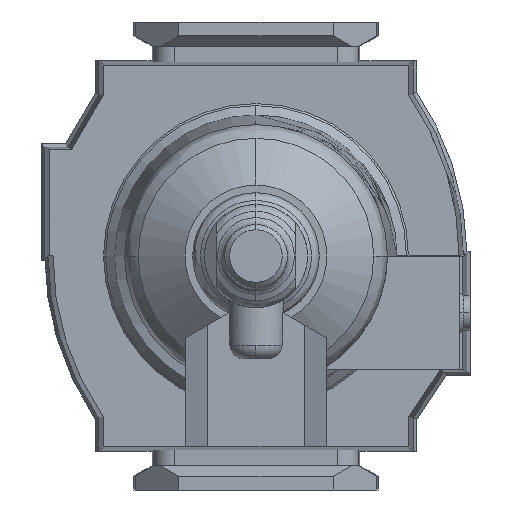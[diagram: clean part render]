
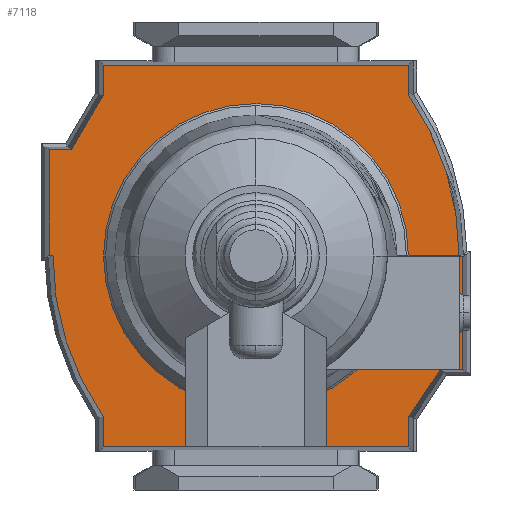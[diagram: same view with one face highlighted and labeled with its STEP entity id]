
A CAD part, front view. The second image highlights one B-rep face of the part: STEP entity #7118.
In plain terms, the highlighted planar face has unit normal (0, -1, 0).
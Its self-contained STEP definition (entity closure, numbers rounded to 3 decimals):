
#24 = ORIENTED_EDGE ( 'NONE', *, *, #7440, .F. ) ;
#245 = DIRECTION ( 'NONE',  ( 1., 0., 0. ) ) ;
#272 = CARTESIAN_POINT ( 'NONE',  ( 16.5, -38.5, 26.8 ) ) ;
#464 = LINE ( 'NONE', #6946, #11734 ) ;
#493 = EDGE_CURVE ( 'NONE', #4250, #5642, #9766, .T. ) ;
#607 = CARTESIAN_POINT ( 'NONE',  ( 16.5, -38.5, 26.8 ) ) ;
#617 = EDGE_CURVE ( 'NONE', #7693, #3688, #2245, .T. ) ;
#639 = CARTESIAN_POINT ( 'NONE',  ( 0., -38.5, -11.6 ) ) ;
#770 = AXIS2_PLACEMENT_3D ( 'NONE', #639, #7053, #6904 ) ;
#776 = CARTESIAN_POINT ( 'NONE',  ( 23.383, -38.5, -22.2 ) ) ;
#789 = CIRCLE ( 'NONE', #13561, 41.1 ) ;
#839 = LINE ( 'NONE', #11286, #10302 ) ;
#1552 = DIRECTION ( 'NONE',  ( 0., 0., 1. ) ) ;
#1564 = DIRECTION ( 'NONE',  ( -0.863, 0., 0.506 ) ) ;
#1685 = LINE ( 'NONE', #5895, #9376 ) ;
#1783 = DIRECTION ( 'NONE',  ( 0., 0., 1. ) ) ;
#1787 = DIRECTION ( 'NONE',  ( 0., 0., -1. ) ) ;
#1868 = CARTESIAN_POINT ( 'NONE',  ( -27.75, -38.5, -22.2 ) ) ;
#1937 = EDGE_CURVE ( 'NONE', #8617, #10811, #2117, .T. ) ;
#2092 = VECTOR ( 'NONE', #3106, 1000. ) ;
#2117 = LINE ( 'NONE', #8447, #12266 ) ;
#2245 = LINE ( 'NONE', #6263, #5463 ) ;
#2352 = CARTESIAN_POINT ( 'NONE',  ( 0., -38.5, -11.6 ) ) ;
#2586 = ORIENTED_EDGE ( 'NONE', *, *, #5907, .F. ) ;
#2771 = CARTESIAN_POINT ( 'NONE',  ( 23.362, -38.5, 22.2 ) ) ;
#2918 = DIRECTION ( 'NONE',  ( 0.831, 0., -0.557 ) ) ;
#3083 = VERTEX_POINT ( 'NONE', #3519 ) ;
#3106 = DIRECTION ( 'NONE',  ( -1., 0., 0. ) ) ;
#3223 = CARTESIAN_POINT ( 'NONE',  ( 16.5, -38.5, 30.005 ) ) ;
#3227 = DIRECTION ( 'NONE',  ( -1., 0., 0. ) ) ;
#3288 = CARTESIAN_POINT ( 'NONE',  ( -27.75, -38.5, -22.2 ) ) ;
#3307 = ORIENTED_EDGE ( 'NONE', *, *, #6128, .F. ) ;
#3519 = CARTESIAN_POINT ( 'NONE',  ( -0.1, -38.5, -30. ) ) ;
#3622 = DIRECTION ( 'NONE',  ( 0., -1., 0. ) ) ;
#3623 = ORIENTED_EDGE ( 'NONE', *, *, #7520, .F. ) ;
#3674 = CARTESIAN_POINT ( 'NONE',  ( -15.5, -38.5, -30. ) ) ;
#3688 = VERTEX_POINT ( 'NONE', #3223 ) ;
#4002 = LINE ( 'NONE', #7634, #8840 ) ;
#4131 = EDGE_CURVE ( 'NONE', #8358, #9115, #10198, .T. ) ;
#4192 = VERTEX_POINT ( 'NONE', #9033 ) ;
#4250 = VERTEX_POINT ( 'NONE', #4361 ) ;
#4361 = CARTESIAN_POINT ( 'NONE',  ( -23.381, -38.5, 22.202 ) ) ;
#4455 = CARTESIAN_POINT ( 'NONE',  ( -28.86, -38.5, 31.2 ) ) ;
#4771 = DIRECTION ( 'NONE',  ( 0., 0., -1. ) ) ;
#4870 = LINE ( 'NONE', #9031, #7703 ) ;
#4980 = EDGE_CURVE ( 'NONE', #8962, #11722, #10246, .T. ) ;
#5151 = ORIENTED_EDGE ( 'NONE', *, *, #10438, .F. ) ;
#5182 = CIRCLE ( 'NONE', #770, 41.1 ) ;
#5434 = PLANE ( 'NONE',  #12234 ) ;
#5463 = VECTOR ( 'NONE', #245, 1000. ) ;
#5508 = EDGE_CURVE ( 'NONE', #6010, #8617, #464, .T. ) ;
#5642 = VERTEX_POINT ( 'NONE', #9032 ) ;
#5676 = VECTOR ( 'NONE', #5694, 1000. ) ;
#5694 = DIRECTION ( 'NONE',  ( -1., 0., 0. ) ) ;
#5707 = ORIENTED_EDGE ( 'NONE', *, *, #4980, .F. ) ;
#5817 = EDGE_CURVE ( 'NONE', #5642, #4192, #5182, .T. ) ;
#5895 = CARTESIAN_POINT ( 'NONE',  ( -15.502, -38.5, -26.799 ) ) ;
#5907 = EDGE_CURVE ( 'NONE', #11707, #8962, #7318, .T. ) ;
#6010 = VERTEX_POINT ( 'NONE', #8464 ) ;
#6107 = DIRECTION ( 'NONE',  ( 1., 0., 0. ) ) ;
#6128 = EDGE_CURVE ( 'NONE', #10811, #7079, #789, .T. ) ;
#6130 = CARTESIAN_POINT ( 'NONE',  ( 0., -38.5, 11.6 ) ) ;
#6228 = CARTESIAN_POINT ( 'NONE',  ( 0.1, -38.5, 30. ) ) ;
#6263 = CARTESIAN_POINT ( 'NONE',  ( 16.5, -38.5, 30.005 ) ) ;
#6297 = VECTOR ( 'NONE', #1564, 1000. ) ;
#6394 = FACE_OUTER_BOUND ( 'NONE', #10897, .T. ) ;
#6414 = EDGE_CURVE ( 'NONE', #12876, #11707, #8298, .T. ) ;
#6557 = CARTESIAN_POINT ( 'NONE',  ( 0.1, -38.5, 30. ) ) ;
#6904 = DIRECTION ( 'NONE',  ( 0., 0., 1. ) ) ;
#6946 = CARTESIAN_POINT ( 'NONE',  ( 27.75, -38.5, -22.2 ) ) ;
#7053 = DIRECTION ( 'NONE',  ( 0., 1., 0. ) ) ;
#7079 = VERTEX_POINT ( 'NONE', #9534 ) ;
#7118 = ADVANCED_FACE ( 'NONE', ( #6394 ), #5434, .T. ) ;
#7318 = LINE ( 'NONE', #1868, #2092 ) ;
#7440 = EDGE_CURVE ( 'NONE', #3083, #12335, #13132, .T. ) ;
#7520 = EDGE_CURVE ( 'NONE', #12335, #12876, #1685, .T. ) ;
#7550 = ORIENTED_EDGE ( 'NONE', *, *, #1937, .F. ) ;
#7634 = CARTESIAN_POINT ( 'NONE',  ( 27.75, -38.5, 22.2 ) ) ;
#7693 = VERTEX_POINT ( 'NONE', #6557 ) ;
#7703 = VECTOR ( 'NONE', #6107, 1000. ) ;
#7751 = VECTOR ( 'NONE', #11363, 1000. ) ;
#7823 = ORIENTED_EDGE ( 'NONE', *, *, #5508, .F. ) ;
#7876 = CARTESIAN_POINT ( 'NONE',  ( 23.362, -38.5, 22.2 ) ) ;
#8126 = CARTESIAN_POINT ( 'NONE',  ( -15.5, -38.5, -30. ) ) ;
#8165 = DIRECTION ( 'NONE',  ( 0., 1., 0. ) ) ;
#8298 = LINE ( 'NONE', #12002, #6297 ) ;
#8358 = VERTEX_POINT ( 'NONE', #272 ) ;
#8447 = CARTESIAN_POINT ( 'NONE',  ( 23.383, -38.5, -22.2 ) ) ;
#8464 = CARTESIAN_POINT ( 'NONE',  ( 27.75, -38.5, 22.2 ) ) ;
#8482 = ORIENTED_EDGE ( 'NONE', *, *, #6414, .F. ) ;
#8498 = ORIENTED_EDGE ( 'NONE', *, *, #617, .F. ) ;
#8617 = VERTEX_POINT ( 'NONE', #9547 ) ;
#8830 = CARTESIAN_POINT ( 'NONE',  ( -27.75, -38.5, 22.2 ) ) ;
#8840 = VECTOR ( 'NONE', #10501, 1000. ) ;
#8962 = VERTEX_POINT ( 'NONE', #3288 ) ;
#9031 = CARTESIAN_POINT ( 'NONE',  ( -23.381, -38.5, 22.202 ) ) ;
#9032 = CARTESIAN_POINT ( 'NONE',  ( 0., -38.5, 29.5 ) ) ;
#9033 = CARTESIAN_POINT ( 'NONE',  ( 0.1, -38.5, 29.5 ) ) ;
#9115 = VERTEX_POINT ( 'NONE', #7876 ) ;
#9376 = VECTOR ( 'NONE', #12279, 1000. ) ;
#9534 = CARTESIAN_POINT ( 'NONE',  ( -0.1, -38.5, -29.5 ) ) ;
#9547 = CARTESIAN_POINT ( 'NONE',  ( 27.75, -38.5, -22.2 ) ) ;
#9737 = DIRECTION ( 'NONE',  ( 0., 0., -1. ) ) ;
#9759 = EDGE_CURVE ( 'NONE', #7079, #3083, #839, .T. ) ;
#9766 = CIRCLE ( 'NONE', #11533, 41.1 ) ;
#9942 = ORIENTED_EDGE ( 'NONE', *, *, #493, .F. ) ;
#9957 = LINE ( 'NONE', #607, #10941 ) ;
#10119 = VECTOR ( 'NONE', #12549, 1000. ) ;
#10198 = LINE ( 'NONE', #2771, #10555 ) ;
#10246 = LINE ( 'NONE', #13403, #7751 ) ;
#10302 = VECTOR ( 'NONE', #4771, 1000. ) ;
#10438 = EDGE_CURVE ( 'NONE', #11722, #4250, #4870, .T. ) ;
#10501 = DIRECTION ( 'NONE',  ( 1., 0., 0. ) ) ;
#10555 = VECTOR ( 'NONE', #2918, 1000. ) ;
#10739 = ORIENTED_EDGE ( 'NONE', *, *, #9759, .F. ) ;
#10811 = VERTEX_POINT ( 'NONE', #776 ) ;
#10860 = EDGE_CURVE ( 'NONE', #4192, #7693, #11428, .T. ) ;
#10897 = EDGE_LOOP ( 'NONE', ( #2586, #8482, #3623, #24, #10739, #3307, #7550, #7823, #13252, #11314, #12923, #8498, #12138, #12091, #9942, #5151, #5707 ) ) ;
#10941 = VECTOR ( 'NONE', #11061, 1000. ) ;
#10963 = DIRECTION ( 'NONE',  ( 0., 1., 0. ) ) ;
#10989 = CARTESIAN_POINT ( 'NONE',  ( -23.35, -38.5, -22.2 ) ) ;
#11061 = DIRECTION ( 'NONE',  ( 0., 0., -1. ) ) ;
#11286 = CARTESIAN_POINT ( 'NONE',  ( -0.1, -38.5, -30. ) ) ;
#11314 = ORIENTED_EDGE ( 'NONE', *, *, #4131, .F. ) ;
#11363 = DIRECTION ( 'NONE',  ( 0., 0., 1. ) ) ;
#11428 = LINE ( 'NONE', #6228, #10119 ) ;
#11499 = EDGE_CURVE ( 'NONE', #9115, #6010, #4002, .T. ) ;
#11533 = AXIS2_PLACEMENT_3D ( 'NONE', #2352, #10963, #1552 ) ;
#11707 = VERTEX_POINT ( 'NONE', #10989 ) ;
#11722 = VERTEX_POINT ( 'NONE', #8830 ) ;
#11734 = VECTOR ( 'NONE', #1787, 1000. ) ;
#12002 = CARTESIAN_POINT ( 'NONE',  ( -23.35, -38.5, -22.2 ) ) ;
#12091 = ORIENTED_EDGE ( 'NONE', *, *, #5817, .F. ) ;
#12138 = ORIENTED_EDGE ( 'NONE', *, *, #10860, .F. ) ;
#12234 = AXIS2_PLACEMENT_3D ( 'NONE', #4455, #3622, #9737 ) ;
#12266 = VECTOR ( 'NONE', #3227, 1000. ) ;
#12279 = DIRECTION ( 'NONE',  ( 0., 0., 1. ) ) ;
#12335 = VERTEX_POINT ( 'NONE', #8126 ) ;
#12549 = DIRECTION ( 'NONE',  ( 0., 0., 1. ) ) ;
#12587 = EDGE_CURVE ( 'NONE', #3688, #8358, #9957, .T. ) ;
#12812 = CARTESIAN_POINT ( 'NONE',  ( -15.502, -38.5, -26.799 ) ) ;
#12876 = VERTEX_POINT ( 'NONE', #12812 ) ;
#12923 = ORIENTED_EDGE ( 'NONE', *, *, #12587, .F. ) ;
#13132 = LINE ( 'NONE', #3674, #5676 ) ;
#13252 = ORIENTED_EDGE ( 'NONE', *, *, #11499, .F. ) ;
#13403 = CARTESIAN_POINT ( 'NONE',  ( -27.75, -38.5, 22.2 ) ) ;
#13561 = AXIS2_PLACEMENT_3D ( 'NONE', #6130, #8165, #1783 ) ;
